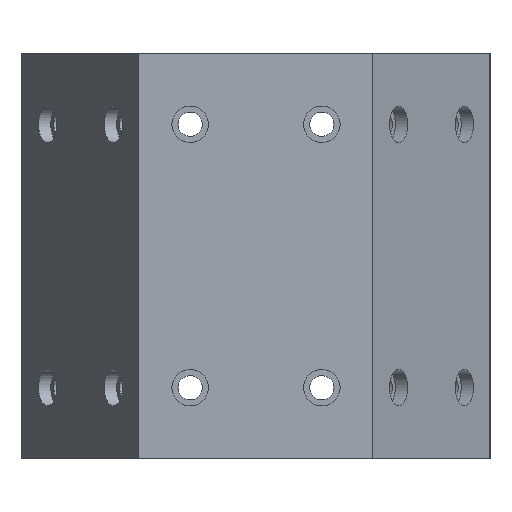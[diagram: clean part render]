
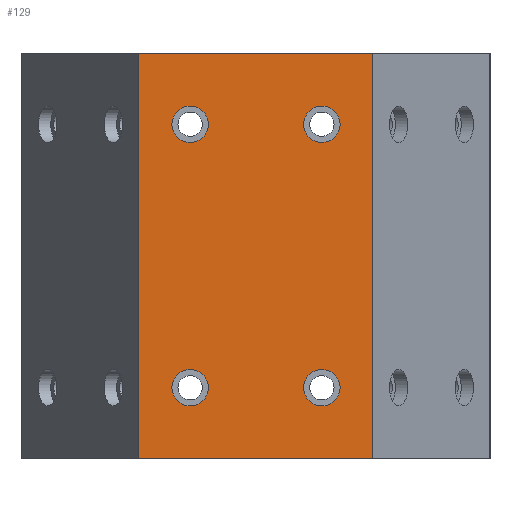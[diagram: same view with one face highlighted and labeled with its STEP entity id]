
A CAD part, left-side view. The second image highlights one B-rep face of the part: STEP entity #129.
In plain terms, the highlighted planar face has unit normal (-1, 0, 0).
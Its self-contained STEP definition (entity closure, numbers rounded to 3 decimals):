
#129=ADVANCED_FACE('',(#440,#441,#442,#443,#444),#245,.F.);
#245=PLANE('',#1771);
#303=CIRCLE('',#1767,9.);
#304=CIRCLE('',#1768,9.);
#305=CIRCLE('',#1769,9.);
#306=CIRCLE('',#1770,9.);
#440=FACE_BOUND('',#728,.T.);
#441=FACE_BOUND('',#729,.T.);
#442=FACE_BOUND('',#730,.T.);
#443=FACE_BOUND('',#731,.T.);
#444=FACE_BOUND('',#732,.T.);
#728=EDGE_LOOP('',(#1021));
#729=EDGE_LOOP('',(#1022));
#730=EDGE_LOOP('',(#1023));
#731=EDGE_LOOP('',(#1024));
#732=EDGE_LOOP('',(#1025,#1026,#1027,#1028));
#1021=ORIENTED_EDGE('',*,*,#1525,.T.);
#1022=ORIENTED_EDGE('',*,*,#1526,.T.);
#1023=ORIENTED_EDGE('',*,*,#1527,.T.);
#1024=ORIENTED_EDGE('',*,*,#1528,.T.);
#1025=ORIENTED_EDGE('',*,*,#1510,.T.);
#1026=ORIENTED_EDGE('',*,*,#1529,.F.);
#1027=ORIENTED_EDGE('',*,*,#1530,.F.);
#1028=ORIENTED_EDGE('',*,*,#1531,.T.);
#1350=VERTEX_POINT('',#2566);
#1351=VERTEX_POINT('',#2567);
#1365=VERTEX_POINT('',#2599);
#1366=VERTEX_POINT('',#2601);
#1367=VERTEX_POINT('',#2603);
#1368=VERTEX_POINT('',#2605);
#1369=VERTEX_POINT('',#2607);
#1370=VERTEX_POINT('',#2609);
#1510=EDGE_CURVE('',#1350,#1351,#1682,.T.);
#1525=EDGE_CURVE('',#1365,#1365,#303,.T.);
#1526=EDGE_CURVE('',#1366,#1366,#304,.T.);
#1527=EDGE_CURVE('',#1367,#1367,#305,.T.);
#1528=EDGE_CURVE('',#1368,#1368,#306,.T.);
#1529=EDGE_CURVE('',#1369,#1351,#1688,.T.);
#1530=EDGE_CURVE('',#1370,#1369,#1689,.T.);
#1531=EDGE_CURVE('',#1370,#1350,#1690,.T.);
#1682=LINE('',#2565,#1718);
#1688=LINE('',#2606,#1724);
#1689=LINE('',#2608,#1725);
#1690=LINE('',#2610,#1726);
#1718=VECTOR('',#2014,1.);
#1724=VECTOR('',#2052,1.);
#1725=VECTOR('',#2053,1.);
#1726=VECTOR('',#2054,1.);
#1767=AXIS2_PLACEMENT_3D('',#2598,#2044,#2045);
#1768=AXIS2_PLACEMENT_3D('',#2600,#2046,#2047);
#1769=AXIS2_PLACEMENT_3D('',#2602,#2048,#2049);
#1770=AXIS2_PLACEMENT_3D('',#2604,#2050,#2051);
#1771=AXIS2_PLACEMENT_3D('',#2611,#2055,#2056);
#2014=DIRECTION('',(0.,-1.,0.));
#2044=DIRECTION('',(1.,0.,0.));
#2045=DIRECTION('',(0.,1.,0.));
#2046=DIRECTION('',(1.,0.,0.));
#2047=DIRECTION('',(0.,1.,0.));
#2048=DIRECTION('',(1.,0.,0.));
#2049=DIRECTION('',(0.,1.,0.));
#2050=DIRECTION('',(1.,0.,0.));
#2051=DIRECTION('',(0.,1.,0.));
#2052=DIRECTION('',(0.,0.,-1.));
#2053=DIRECTION('',(0.,-1.,0.));
#2054=DIRECTION('',(0.,0.,-1.));
#2055=DIRECTION('',(1.,0.,0.));
#2056=DIRECTION('',(0.,1.,0.));
#2565=CARTESIAN_POINT('',(-100.,57.735,0.));
#2566=CARTESIAN_POINT('',(-100.,57.735,0.));
#2567=CARTESIAN_POINT('',(-100.,-57.735,0.));
#2598=CARTESIAN_POINT('',(-100.,32.5,165.));
#2599=CARTESIAN_POINT('',(-100.,41.5,165.));
#2600=CARTESIAN_POINT('',(-100.,32.5,35.));
#2601=CARTESIAN_POINT('',(-100.,41.5,35.));
#2602=CARTESIAN_POINT('',(-100.,-32.5,165.));
#2603=CARTESIAN_POINT('',(-100.,-23.5,165.));
#2604=CARTESIAN_POINT('',(-100.,-32.5,35.));
#2605=CARTESIAN_POINT('',(-100.,-23.5,35.));
#2606=CARTESIAN_POINT('',(-100.,-57.735,200.));
#2607=CARTESIAN_POINT('',(-100.,-57.735,200.));
#2608=CARTESIAN_POINT('',(-100.,57.735,200.));
#2609=CARTESIAN_POINT('',(-100.,57.735,200.));
#2610=CARTESIAN_POINT('',(-100.,57.735,200.));
#2611=CARTESIAN_POINT('',(-100.,57.735,200.));
